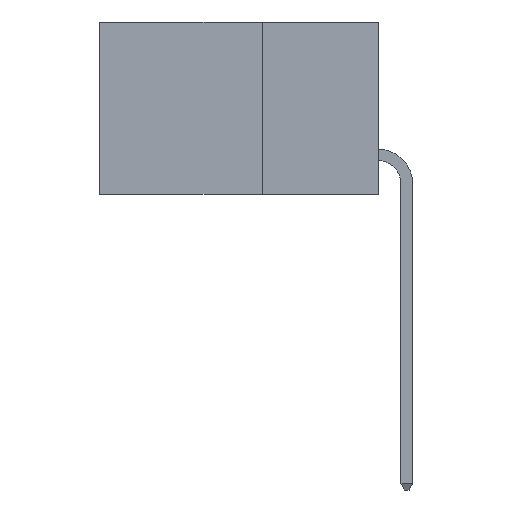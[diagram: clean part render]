
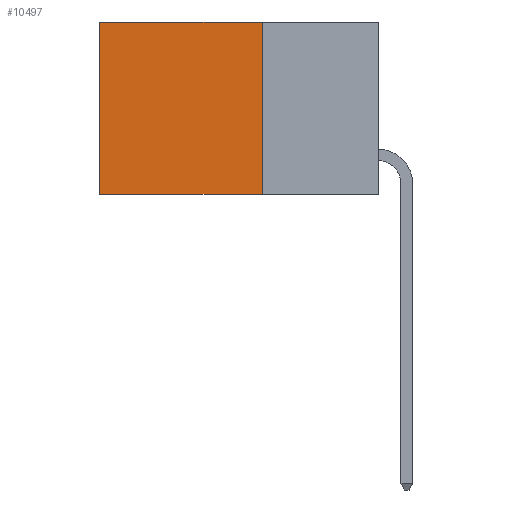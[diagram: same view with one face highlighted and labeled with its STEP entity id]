
A CAD part, left-side view. The second image highlights one B-rep face of the part: STEP entity #10497.
In plain terms, the highlighted planar face has unit normal (-1, 0, 0).
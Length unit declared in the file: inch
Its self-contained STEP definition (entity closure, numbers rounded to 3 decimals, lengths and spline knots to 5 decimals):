
#597 = LINE ( 'NONE', #16973, #18469 ) ;
#758 = CARTESIAN_POINT ( 'NONE',  ( 0.2615, 0.25, 0. ) ) ;
#878 = VERTEX_POINT ( 'NONE', #19554 ) ;
#1566 = DIRECTION ( 'NONE',  ( 0., 1., 0. ) ) ;
#1634 = ORIENTED_EDGE ( 'NONE', *, *, #19176, .F. ) ;
#2903 = ORIENTED_EDGE ( 'NONE', *, *, #19386, .T. ) ;
#3266 = CARTESIAN_POINT ( 'NONE',  ( 0.2615, 0.25, -0.37 ) ) ;
#3391 = EDGE_CURVE ( 'NONE', #14254, #19953, #597, .T. ) ;
#4993 = PLANE ( 'NONE',  #6335 ) ;
#5450 = VECTOR ( 'NONE', #11084, 39.37008 ) ;
#5530 = DIRECTION ( 'NONE',  ( 0., 0., -1. ) ) ;
#6335 = AXIS2_PLACEMENT_3D ( 'NONE', #3266, #8405, #19991 ) ;
#6457 = CARTESIAN_POINT ( 'NONE',  ( 0.2615, 0.6, -0.37 ) ) ;
#6546 = VECTOR ( 'NONE', #1566, 39.37008 ) ;
#7974 = LINE ( 'NONE', #12169, #20670 ) ;
#8405 = DIRECTION ( 'NONE',  ( 1., 0., 0. ) ) ;
#10497 = ADVANCED_FACE ( 'NONE', ( #11791 ), #4993, .F. ) ;
#10941 = LINE ( 'NONE', #17792, #5450 ) ;
#11084 = DIRECTION ( 'NONE',  ( 0., 1., 0. ) ) ;
#11791 = FACE_OUTER_BOUND ( 'NONE', #17549, .T. ) ;
#12169 = CARTESIAN_POINT ( 'NONE',  ( 0.2615, 0.6, -0.37 ) ) ;
#13852 = VERTEX_POINT ( 'NONE', #6457 ) ;
#14254 = VERTEX_POINT ( 'NONE', #758 ) ;
#15373 = DIRECTION ( 'NONE',  ( 0., 0., -1. ) ) ;
#16724 = EDGE_CURVE ( 'NONE', #878, #13852, #7974, .T. ) ;
#16973 = CARTESIAN_POINT ( 'NONE',  ( 0.2615, 0.25, -0.37 ) ) ;
#17549 = EDGE_LOOP ( 'NONE', ( #20829, #1634, #20363, #2903 ) ) ;
#17792 = CARTESIAN_POINT ( 'NONE',  ( 0.2615, 0.25, -0.37 ) ) ;
#18300 = CARTESIAN_POINT ( 'NONE',  ( 0.2615, 0.25, 0. ) ) ;
#18469 = VECTOR ( 'NONE', #15373, 39.37008 ) ;
#19176 = EDGE_CURVE ( 'NONE', #19953, #13852, #10941, .T. ) ;
#19295 = LINE ( 'NONE', #18300, #6546 ) ;
#19386 = EDGE_CURVE ( 'NONE', #14254, #878, #19295, .T. ) ;
#19554 = CARTESIAN_POINT ( 'NONE',  ( 0.2615, 0.6, 0. ) ) ;
#19953 = VERTEX_POINT ( 'NONE', #21495 ) ;
#19991 = DIRECTION ( 'NONE',  ( 0., 0., -1. ) ) ;
#20363 = ORIENTED_EDGE ( 'NONE', *, *, #3391, .F. ) ;
#20670 = VECTOR ( 'NONE', #5530, 39.37008 ) ;
#20829 = ORIENTED_EDGE ( 'NONE', *, *, #16724, .T. ) ;
#21495 = CARTESIAN_POINT ( 'NONE',  ( 0.2615, 0.25, -0.37 ) ) ;
